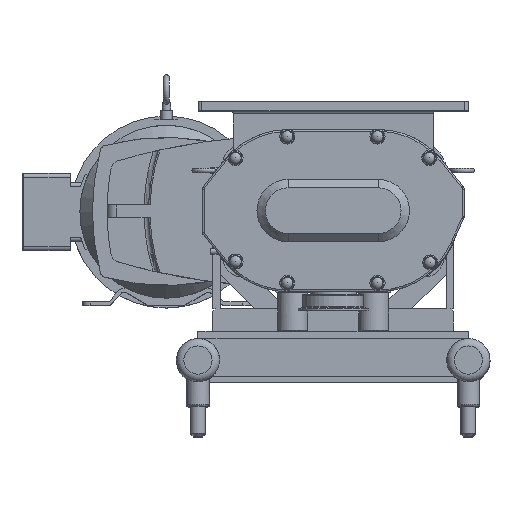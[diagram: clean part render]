
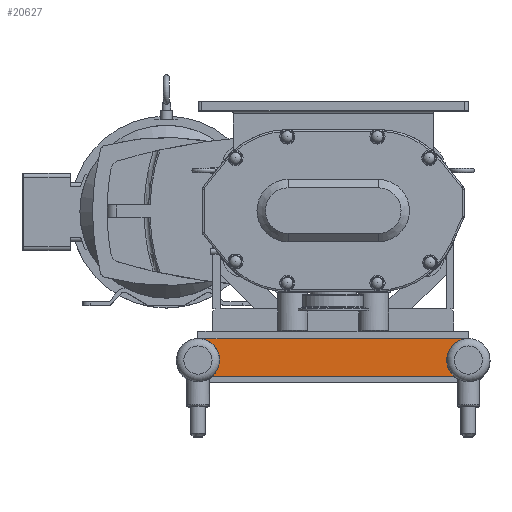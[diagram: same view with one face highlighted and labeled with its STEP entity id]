
A CAD part, top view. The second image highlights one B-rep face of the part: STEP entity #20627.
In plain terms, the highlighted planar face has unit normal (0, 0, 1).
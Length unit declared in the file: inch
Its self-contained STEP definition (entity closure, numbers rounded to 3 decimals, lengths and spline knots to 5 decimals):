
#1123=PLANE('',#22792);
#2580=LINE('',#37041,#4121);
#2582=LINE('',#37046,#4123);
#2583=LINE('',#37050,#4124);
#2584=LINE('',#37053,#4125);
#4121=VECTOR('',#28467,0.3937);
#4123=VECTOR('',#28473,0.3937);
#4124=VECTOR('',#28476,0.3937);
#4125=VECTOR('',#28479,0.3937);
#5897=FACE_OUTER_BOUND('',#7127,.T.);
#7127=EDGE_LOOP('',(#18986,#18987,#18988,#18989,#18990,#18991));
#8242=CIRCLE('',#22793,1.44);
#8243=CIRCLE('',#22794,1.44);
#10195=VERTEX_POINT('',#37034);
#10197=VERTEX_POINT('',#37039);
#10198=VERTEX_POINT('',#37045);
#10199=VERTEX_POINT('',#37047);
#10200=VERTEX_POINT('',#37049);
#10201=VERTEX_POINT('',#37051);
#13162=EDGE_CURVE('',#10195,#10197,#2580,.T.);
#13164=EDGE_CURVE('',#10197,#10198,#2582,.T.);
#13165=EDGE_CURVE('',#10198,#10199,#8242,.T.);
#13166=EDGE_CURVE('',#10199,#10200,#2583,.T.);
#13167=EDGE_CURVE('',#10200,#10201,#8243,.T.);
#13168=EDGE_CURVE('',#10201,#10195,#2584,.T.);
#18986=ORIENTED_EDGE('',*,*,#13162,.T.);
#18987=ORIENTED_EDGE('',*,*,#13164,.T.);
#18988=ORIENTED_EDGE('',*,*,#13165,.T.);
#18989=ORIENTED_EDGE('',*,*,#13166,.T.);
#18990=ORIENTED_EDGE('',*,*,#13167,.T.);
#18991=ORIENTED_EDGE('',*,*,#13168,.T.);
#20627=ADVANCED_FACE('',(#5897),#1123,.T.);
#22792=AXIS2_PLACEMENT_3D('',#37044,#28471,#28472);
#22793=AXIS2_PLACEMENT_3D('',#37048,#28474,#28475);
#22794=AXIS2_PLACEMENT_3D('',#37052,#28477,#28478);
#28467=DIRECTION('',(-1.,0.,0.));
#28471=DIRECTION('center_axis',(0.,0.,
1.));
#28472=DIRECTION('ref_axis',(1.,0.,0.));
#28473=DIRECTION('',(0.,-1.,0.));
#28474=DIRECTION('center_axis',(0.,0.,
-1.));
#28475=DIRECTION('ref_axis',(0.677,-0.736,0.));
#28476=DIRECTION('',(1.,0.,0.));
#28477=DIRECTION('center_axis',(0.,0.,
-1.));
#28478=DIRECTION('ref_axis',(-0.257,0.966,0.));
#28479=DIRECTION('',(0.,1.,0.));
#37034=CARTESIAN_POINT('',(8.6275,-8.5,-9.877));
#37039=CARTESIAN_POINT('',(-8.6225,-8.5,-9.877));
#37041=CARTESIAN_POINT('',(-0.00078,-8.5,-9.877));
#37044=CARTESIAN_POINT('Origin',(0.00093,-9.69383,
-9.877));
#37045=CARTESIAN_POINT('',(-8.6225,-8.54854,-9.877));
#37046=CARTESIAN_POINT('',(-8.6225,-8.54854,-9.877));
#37047=CARTESIAN_POINT('',(-8.02782,-10.9975,-9.877));
#37048=CARTESIAN_POINT('Origin',(-9.0025,-9.9375,-9.877));
#37049=CARTESIAN_POINT('',(8.02282,-10.9975,-9.877));
#37050=CARTESIAN_POINT('',(8.02282,-10.9975,-9.877));
#37051=CARTESIAN_POINT('',(8.6275,-8.54585,-9.877));
#37052=CARTESIAN_POINT('Origin',(8.9975,-9.9375,-9.877));
#37053=CARTESIAN_POINT('',(8.6275,-8.4975,-9.877));
